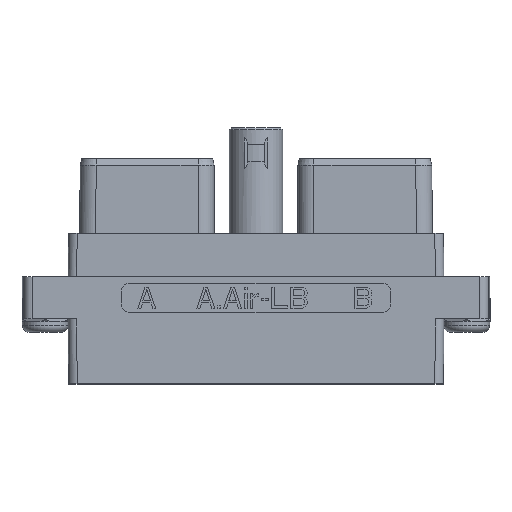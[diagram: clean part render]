
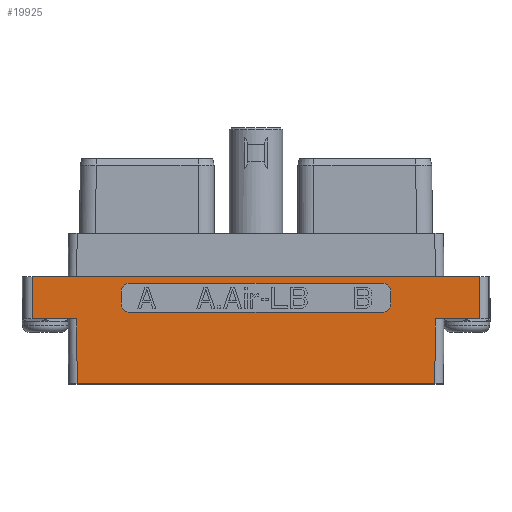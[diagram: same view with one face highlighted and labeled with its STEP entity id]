
A CAD part, top view. The second image highlights one B-rep face of the part: STEP entity #19925.
In plain terms, the highlighted planar face has unit normal (0, 0, 1).
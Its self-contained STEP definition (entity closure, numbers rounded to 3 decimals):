
#985=DIRECTION('',(-1.,0.,0.));
#986=VECTOR('',#985,53.065);
#987=CARTESIAN_POINT('',(26.532,-5.33,7.965));
#988=LINE('',#987,#986);
#1071=DIRECTION('',(0.,1.,0.));
#1072=VECTOR('',#1071,4.99);
#1073=CARTESIAN_POINT('',(26.532,-10.32,7.965));
#1074=LINE('',#1073,#1072);
#1089=CARTESIAN_POINT('',(-15.,-7.055,7.965));
#1090=DIRECTION('',(0.,0.,1.));
#1091=DIRECTION('',(0.,1.,0.));
#1092=AXIS2_PLACEMENT_3D('',#1089,#1090,#1091);
#1094=DIRECTION('',(0.,-1.,0.));
#1095=VECTOR('',#1094,1.5);
#1096=CARTESIAN_POINT('',(-15.985,-7.055,7.965));
#1097=LINE('',#1096,#1095);
#1098=CARTESIAN_POINT('',(-15.,-8.555,7.965));
#1099=DIRECTION('',(0.,0.,1.));
#1100=DIRECTION('',(-1.,0.,0.));
#1101=AXIS2_PLACEMENT_3D('',#1098,#1099,#1100);
#1103=DIRECTION('',(1.,0.,0.));
#1104=VECTOR('',#1103,30.);
#1105=CARTESIAN_POINT('',(-15.,-9.54,7.965));
#1106=LINE('',#1105,#1104);
#1107=CARTESIAN_POINT('',(15.,-8.555,7.965));
#1108=DIRECTION('',(0.,0.,1.));
#1109=DIRECTION('',(0.,-1.,0.));
#1110=AXIS2_PLACEMENT_3D('',#1107,#1108,#1109);
#1112=DIRECTION('',(0.,1.,0.));
#1113=VECTOR('',#1112,1.5);
#1114=CARTESIAN_POINT('',(15.985,-8.555,7.965));
#1115=LINE('',#1114,#1113);
#1116=CARTESIAN_POINT('',(15.,-7.055,7.965));
#1117=DIRECTION('',(0.,0.,1.));
#1118=DIRECTION('',(1.,0.,0.));
#1119=AXIS2_PLACEMENT_3D('',#1116,#1117,#1118);
#1121=DIRECTION('',(-1.,0.,0.));
#1122=VECTOR('',#1121,30.);
#1123=CARTESIAN_POINT('',(15.,-6.07,7.965));
#1124=LINE('',#1123,#1122);
#1186=DIRECTION('',(1.,0.,0.));
#1187=VECTOR('',#1186,5.273);
#1188=CARTESIAN_POINT('',(21.26,-10.32,7.965));
#1189=LINE('',#1188,#1187);
#1762=DIRECTION('',(0.,-1.,0.));
#1763=VECTOR('',#1762,4.99);
#1764=CARTESIAN_POINT('',(-26.532,-5.33,7.965));
#1765=LINE('',#1764,#1763);
#1796=DIRECTION('',(1.,0.,0.));
#1797=VECTOR('',#1796,5.273);
#1798=CARTESIAN_POINT('',(-26.532,-10.32,7.965));
#1799=LINE('',#1798,#1797);
#3105=CARTESIAN_POINT('',(-21.26,-10.32,7.965));
#3107=DIRECTION('',(0.006,-1.,0.));
#3108=VECTOR('',#3107,7.7);
#3109=CARTESIAN_POINT('',(-21.26,-10.32,7.965));
#3110=LINE('',#3109,#3108);
#3154=DIRECTION('',(1.,0.,0.));
#3155=VECTOR('',#3154,42.42);
#3156=CARTESIAN_POINT('',(-21.21,-18.02,7.965));
#3157=LINE('',#3156,#3155);
#3265=DIRECTION('',(0.006,1.,0.));
#3266=VECTOR('',#3265,7.7);
#3267=CARTESIAN_POINT('',(21.21,-18.02,7.965));
#3268=LINE('',#3267,#3266);
#16801=VERTEX_POINT('',#3105);
#18159=CARTESIAN_POINT('',(21.21,-18.02,7.965));
#18160=CARTESIAN_POINT('',(21.26,-10.32,7.965));
#18161=VERTEX_POINT('',#18159);
#18162=VERTEX_POINT('',#18160);
#18174=CARTESIAN_POINT('',(-21.21,-18.02,7.965));
#18175=VERTEX_POINT('',#18174);
#18185=CARTESIAN_POINT('',(26.532,-10.32,7.965));
#18186=CARTESIAN_POINT('',(26.532,-5.33,7.965));
#18187=VERTEX_POINT('',#18185);
#18188=VERTEX_POINT('',#18186);
#18201=CARTESIAN_POINT('',(-26.532,-5.33,7.965));
#18202=CARTESIAN_POINT('',(-26.532,-10.32,7.965));
#18203=VERTEX_POINT('',#18201);
#18204=VERTEX_POINT('',#18202);
#18683=CARTESIAN_POINT('',(-15.,-6.07,7.965));
#18684=CARTESIAN_POINT('',(-15.985,-7.055,7.965));
#18685=VERTEX_POINT('',#18683);
#18686=VERTEX_POINT('',#18684);
#18687=CARTESIAN_POINT('',(-15.985,-8.555,7.965));
#18688=VERTEX_POINT('',#18687);
#18689=CARTESIAN_POINT('',(-15.,-9.54,7.965));
#18690=VERTEX_POINT('',#18689);
#18691=CARTESIAN_POINT('',(15.,-9.54,7.965));
#18692=VERTEX_POINT('',#18691);
#18693=CARTESIAN_POINT('',(15.985,-8.555,7.965));
#18694=VERTEX_POINT('',#18693);
#18695=CARTESIAN_POINT('',(15.985,-7.055,7.965));
#18696=VERTEX_POINT('',#18695);
#18697=CARTESIAN_POINT('',(15.,-6.07,7.965));
#18698=VERTEX_POINT('',#18697);
#19886=CARTESIAN_POINT('',(-27.69,-5.345,7.965));
#19887=DIRECTION('',(0.,0.,1.));
#19888=DIRECTION('',(1.,0.,0.));
#19889=AXIS2_PLACEMENT_3D('',#19886,#19887,#19888);
#19890=PLANE('',#19889);
#19892=ORIENTED_EDGE('',*,*,#19891,.F.);
#19894=ORIENTED_EDGE('',*,*,#19893,.F.);
#19896=ORIENTED_EDGE('',*,*,#19895,.F.);
#19898=ORIENTED_EDGE('',*,*,#19897,.F.);
#19900=ORIENTED_EDGE('',*,*,#19899,.F.);
#19902=ORIENTED_EDGE('',*,*,#19901,.F.);
#19903=ORIENTED_EDGE('',*,*,#19809,.F.);
#19904=ORIENTED_EDGE('',*,*,#19876,.F.);
#19905=EDGE_LOOP('',(#19892,#19894,#19896,#19898,#19900,#19902,#19903,#19904));
#19906=FACE_OUTER_BOUND('',#19905,.F.);
#19908=ORIENTED_EDGE('',*,*,#19907,.T.);
#19910=ORIENTED_EDGE('',*,*,#19909,.T.);
#19912=ORIENTED_EDGE('',*,*,#19911,.T.);
#19914=ORIENTED_EDGE('',*,*,#19913,.T.);
#19916=ORIENTED_EDGE('',*,*,#19915,.T.);
#19918=ORIENTED_EDGE('',*,*,#19917,.T.);
#19920=ORIENTED_EDGE('',*,*,#19919,.T.);
#19922=ORIENTED_EDGE('',*,*,#19921,.T.);
#19923=EDGE_LOOP('',(#19908,#19910,#19912,#19914,#19916,#19918,#19920,#19922));
#19924=FACE_BOUND('',#19923,.F.);
#19925=ADVANCED_FACE('',(#19906,#19924),#19890,.T.);
#1093=CIRCLE('',#1092,0.985);
#1102=CIRCLE('',#1101,0.985);
#1111=CIRCLE('',#1110,0.985);
#1120=CIRCLE('',#1119,0.985);
#19809=EDGE_CURVE('',#18188,#18203,#988,.T.);
#19876=EDGE_CURVE('',#18187,#18188,#1074,.T.);
#19891=EDGE_CURVE('',#18162,#18187,#1189,.T.);
#19893=EDGE_CURVE('',#18161,#18162,#3268,.T.);
#19895=EDGE_CURVE('',#18175,#18161,#3157,.T.);
#19897=EDGE_CURVE('',#16801,#18175,#3110,.T.);
#19899=EDGE_CURVE('',#18204,#16801,#1799,.T.);
#19901=EDGE_CURVE('',#18203,#18204,#1765,.T.);
#19907=EDGE_CURVE('',#18685,#18686,#1093,.T.);
#19909=EDGE_CURVE('',#18686,#18688,#1097,.T.);
#19911=EDGE_CURVE('',#18688,#18690,#1102,.T.);
#19913=EDGE_CURVE('',#18690,#18692,#1106,.T.);
#19915=EDGE_CURVE('',#18692,#18694,#1111,.T.);
#19917=EDGE_CURVE('',#18694,#18696,#1115,.T.);
#19919=EDGE_CURVE('',#18696,#18698,#1120,.T.);
#19921=EDGE_CURVE('',#18698,#18685,#1124,.T.);
